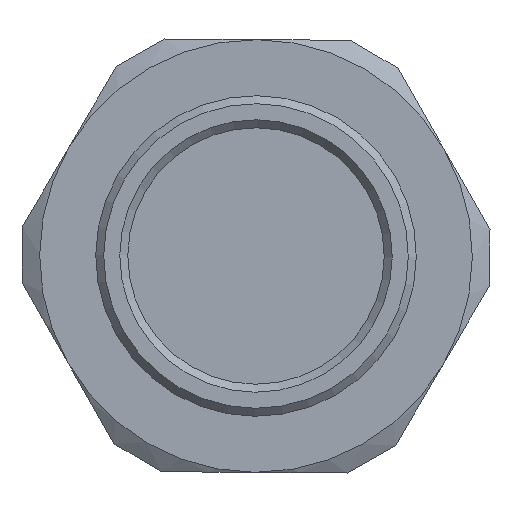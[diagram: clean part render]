
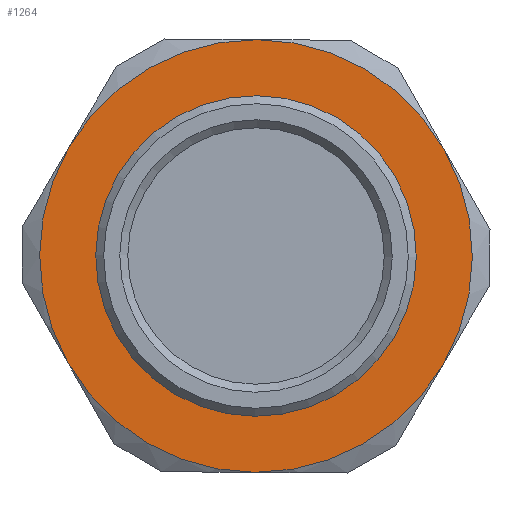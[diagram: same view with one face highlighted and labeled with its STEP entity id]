
A CAD part, front view. The second image highlights one B-rep face of the part: STEP entity #1264.
In plain terms, the highlighted planar face has unit normal (0, -1, 0).
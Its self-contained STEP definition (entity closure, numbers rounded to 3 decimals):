
#106=FACE_BOUND('',#381,.T.);
#298=FACE_OUTER_BOUND('',#380,.T.);
#380=EDGE_LOOP('',(#949,#950,#951,#952,#953,#954));
#381=EDGE_LOOP('',(#955));
#444=CIRCLE('',#1366,13.5);
#445=CIRCLE('',#1368,13.5);
#446=CIRCLE('',#1370,13.5);
#447=CIRCLE('',#1372,13.5);
#448=CIRCLE('',#1374,13.5);
#449=CIRCLE('',#1376,13.5);
#460=CIRCLE('',#1397,9.5);
#493=VERTEX_POINT('',#1821);
#500=VERTEX_POINT('',#1851);
#506=VERTEX_POINT('',#1879);
#512=VERTEX_POINT('',#1907);
#518=VERTEX_POINT('',#1935);
#524=VERTEX_POINT('',#1963);
#532=VERTEX_POINT('',#2026);
#667=EDGE_CURVE('',#518,#512,#444,.T.);
#668=EDGE_CURVE('',#524,#518,#445,.T.);
#669=EDGE_CURVE('',#493,#524,#446,.T.);
#670=EDGE_CURVE('',#500,#493,#447,.T.);
#671=EDGE_CURVE('',#506,#500,#448,.T.);
#672=EDGE_CURVE('',#512,#506,#449,.T.);
#686=EDGE_CURVE('',#532,#532,#460,.T.);
#949=ORIENTED_EDGE('',*,*,#671,.F.);
#950=ORIENTED_EDGE('',*,*,#672,.F.);
#951=ORIENTED_EDGE('',*,*,#667,.F.);
#952=ORIENTED_EDGE('',*,*,#668,.F.);
#953=ORIENTED_EDGE('',*,*,#669,.F.);
#954=ORIENTED_EDGE('',*,*,#670,.F.);
#955=ORIENTED_EDGE('',*,*,#686,.T.);
#1198=PLANE('',#1398);
#1264=ADVANCED_FACE('',(#298,#106),#1198,.T.);
#1366=AXIS2_PLACEMENT_3D('',#1988,#1548,#1549);
#1368=AXIS2_PLACEMENT_3D('',#1990,#1552,#1553);
#1370=AXIS2_PLACEMENT_3D('',#1992,#1556,#1557);
#1372=AXIS2_PLACEMENT_3D('',#1994,#1560,#1561);
#1374=AXIS2_PLACEMENT_3D('',#1996,#1564,#1565);
#1376=AXIS2_PLACEMENT_3D('',#1998,#1568,#1569);
#1397=AXIS2_PLACEMENT_3D('',#2027,#1613,#1614);
#1398=AXIS2_PLACEMENT_3D('',#2029,#1616,#1617);
#1548=DIRECTION('center_axis',(0.,1.,0.));
#1549=DIRECTION('ref_axis',(1.,0.,-0.007));
#1552=DIRECTION('center_axis',(0.,1.,0.));
#1553=DIRECTION('ref_axis',(1.,0.,-0.007));
#1556=DIRECTION('center_axis',(0.,1.,0.));
#1557=DIRECTION('ref_axis',(1.,0.,-0.007));
#1560=DIRECTION('center_axis',(0.,1.,0.));
#1561=DIRECTION('ref_axis',(1.,0.,-0.007));
#1564=DIRECTION('center_axis',(0.,1.,0.));
#1565=DIRECTION('ref_axis',(1.,0.,-0.007));
#1568=DIRECTION('center_axis',(0.,1.,0.));
#1569=DIRECTION('ref_axis',(1.,0.,-0.007));
#1613=DIRECTION('center_axis',(0.,1.,0.));
#1614=DIRECTION('ref_axis',(1.,0.,-0.007));
#1616=DIRECTION('center_axis',(0.,-1.,0.));
#1617=DIRECTION('ref_axis',(-0.007,0.,
-1.));
#1821=CARTESIAN_POINT('',(48.821,-88.45,102.385));
#1851=CARTESIAN_POINT('',(37.083,-88.45,95.716));
#1879=CARTESIAN_POINT('',(36.989,-88.45,82.216));
#1907=CARTESIAN_POINT('',(48.633,-88.45,75.385));
#1935=CARTESIAN_POINT('',(60.371,-88.45,82.054));
#1963=CARTESIAN_POINT('',(60.465,-88.45,95.554));
#1988=CARTESIAN_POINT('Origin',(48.727,-88.45,88.885));
#1990=CARTESIAN_POINT('Origin',(48.727,-88.45,88.885));
#1992=CARTESIAN_POINT('Origin',(48.727,-88.45,88.885));
#1994=CARTESIAN_POINT('Origin',(48.727,-88.45,88.885));
#1996=CARTESIAN_POINT('Origin',(48.727,-88.45,88.885));
#1998=CARTESIAN_POINT('Origin',(48.727,-88.45,88.885));
#2026=CARTESIAN_POINT('',(58.227,-88.45,88.819));
#2027=CARTESIAN_POINT('Origin',(48.727,-88.45,88.885));
#2029=CARTESIAN_POINT('Origin',(35.227,-88.45,88.979));
